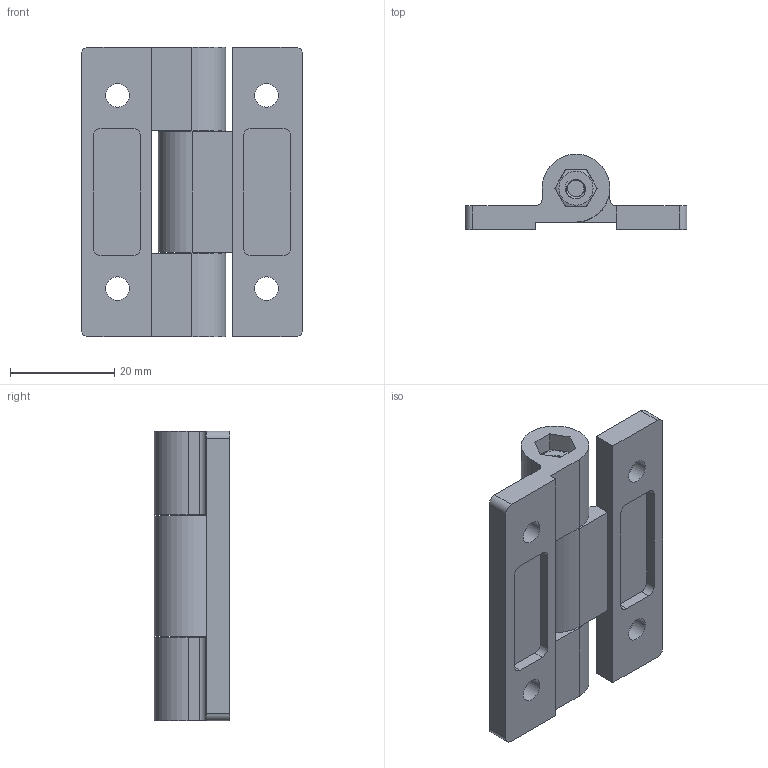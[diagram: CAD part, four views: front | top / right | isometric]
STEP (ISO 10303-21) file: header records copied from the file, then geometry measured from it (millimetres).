
FILE_DESCRIPTION(/* description */ (''),/* implementation_level */ '2;1');
FILE_NAME(/* name */ 'H-TC5643.stp',/* time_stamp */ '2025-04-30T11:05:02+09:00',/* author */ ('user'),/* organization */ (''),/* preprocessor_version */ 'ST-DEVELOPER v15.6',/* originating_system */ 'Autodesk Inventor 2015',/* authorisation */ '');
FILE_SCHEMA (('AUTOMOTIVE_DESIGN { 1 0 10303 214 3 1 1 }'));
Products named in the file (5): H-TC5643_L; H-TC5643_N; H-TC5643_P; H-TC5643_R; H-TC5643
Bounding box: 42.5 x 14.4 x 55.5 mm (x, y, z)
Volume: 13043.7 mm3; surface area: 9656.5 mm2
Topology: 4 solids, 4 shells, 110 faces, 496 edges, 404 vertices
Faces by surface type: plane 69, cylinder 34, bspline 6, torus 1
Full cylindrical faces by diameter (mm): 4 x3, 4.5 x4, 6.6 x1, 8 x4
Entity records: 36129 total; most frequent: CARTESIAN_POINT 32305, ORIENTED_EDGE 964, DIRECTION 522, EDGE_CURVE 482, VERTEX_POINT 403, B_SPLINE_CURVE_WITH_KNOTS 257, AXIS2_PLACEMENT_3D 185, LINE 152
